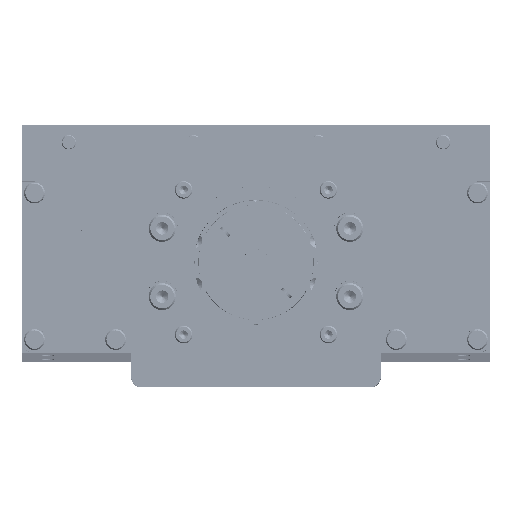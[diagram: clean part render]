
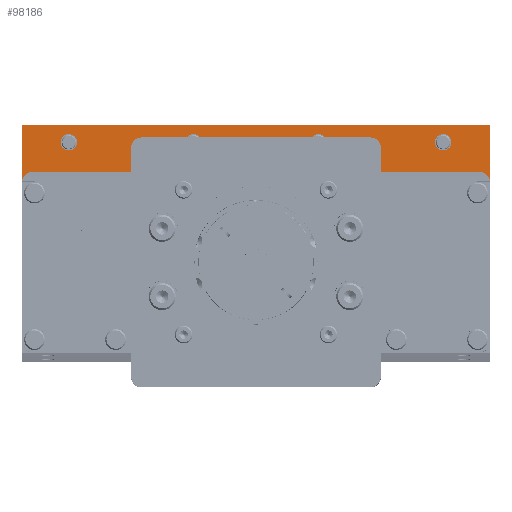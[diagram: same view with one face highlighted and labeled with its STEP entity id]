
A CAD part, top view. The second image highlights one B-rep face of the part: STEP entity #98186.
In plain terms, the highlighted planar face has unit normal (0, 0, 1).
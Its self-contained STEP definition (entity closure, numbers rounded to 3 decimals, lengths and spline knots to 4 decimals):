
#973 = DIRECTION ( 'NONE',  ( 0., 0., 1. ) ) ;
#2066 = EDGE_CURVE ( 'NONE', #35188, #61666, #118916, .T. ) ;
#4012 = DIRECTION ( 'NONE',  ( 0., 0., 1. ) ) ;
#4173 = CARTESIAN_POINT ( 'NONE',  ( 1.1811, 2.2835, 5.9843 ) ) ;
#5764 = CARTESIAN_POINT ( 'NONE',  ( -3.5433, 2.2835, 5.9843 ) ) ;
#6687 = AXIS2_PLACEMENT_3D ( 'NONE', #4173, #35487, #55262 ) ;
#8831 = CARTESIAN_POINT ( 'NONE',  ( -4.4291, 1.5846, 5.9843 ) ) ;
#9443 = EDGE_CURVE ( 'NONE', #61666, #69433, #87118, .T. ) ;
#11554 = ORIENTED_EDGE ( 'NONE', *, *, #85620, .F. ) ;
#12274 = LINE ( 'NONE', #66798, #63480 ) ;
#13429 = EDGE_CURVE ( 'NONE', #64416, #64416, #113308, .T. ) ;
#17701 = ORIENTED_EDGE ( 'NONE', *, *, #56334, .T. ) ;
#19442 = CARTESIAN_POINT ( 'NONE',  ( 4.4291, 2.6181, 5.9843 ) ) ;
#21194 = ORIENTED_EDGE ( 'NONE', *, *, #62530, .F. ) ;
#23218 = EDGE_LOOP ( 'NONE', ( #17701, #89719, #37285, #70623 ) ) ;
#25658 = CARTESIAN_POINT ( 'NONE',  ( 4.4291, 2.6181, 5.9843 ) ) ;
#25855 = ORIENTED_EDGE ( 'NONE', *, *, #13429, .F. ) ;
#26965 = FACE_BOUND ( 'NONE', #111635, .T. ) ;
#27324 = VECTOR ( 'NONE', #67239, 39.3701 ) ;
#28045 = AXIS2_PLACEMENT_3D ( 'NONE', #87777, #4012, #97306 ) ;
#28453 = CIRCLE ( 'NONE', #6687, 0.1555 ) ;
#28957 = FACE_OUTER_BOUND ( 'NONE', #23218, .T. ) ;
#31071 = CARTESIAN_POINT ( 'NONE',  ( -1.1811, 2.439, 5.9843 ) ) ;
#32321 = DIRECTION ( 'NONE',  ( 0., -1., 0. ) ) ;
#34139 = CARTESIAN_POINT ( 'NONE',  ( 4.4291, 2.6181, 5.9843 ) ) ;
#35188 = VERTEX_POINT ( 'NONE', #72576 ) ;
#35487 = DIRECTION ( 'NONE',  ( 0., 0., 1. ) ) ;
#37285 = ORIENTED_EDGE ( 'NONE', *, *, #2066, .F. ) ;
#38527 = FACE_BOUND ( 'NONE', #58410, .T. ) ;
#38699 = EDGE_LOOP ( 'NONE', ( #44102 ) ) ;
#39853 = PLANE ( 'NONE',  #131335 ) ;
#42575 = CARTESIAN_POINT ( 'NONE',  ( -3.5433, 2.439, 5.9843 ) ) ;
#43604 = DIRECTION ( 'NONE',  ( 0., -1., 0. ) ) ;
#44102 = ORIENTED_EDGE ( 'NONE', *, *, #50325, .F. ) ;
#47312 = DIRECTION ( 'NONE',  ( 0., 0., 1. ) ) ;
#49837 = CIRCLE ( 'NONE', #28045, 0.1555 ) ;
#50198 = VERTEX_POINT ( 'NONE', #31071 ) ;
#50325 = EDGE_CURVE ( 'NONE', #87530, #87530, #28453, .T. ) ;
#55262 = DIRECTION ( 'NONE',  ( 0., 1., 0. ) ) ;
#56334 = EDGE_CURVE ( 'NONE', #96068, #69433, #72693, .T. ) ;
#56466 = CARTESIAN_POINT ( 'NONE',  ( 4.4291, 2.6181, 5.9843 ) ) ;
#58410 = EDGE_LOOP ( 'NONE', ( #11554 ) ) ;
#61666 = VERTEX_POINT ( 'NONE', #34139 ) ;
#62530 = EDGE_CURVE ( 'NONE', #115801, #115801, #73672, .T. ) ;
#63480 = VECTOR ( 'NONE', #43604, 39.3701 ) ;
#63788 = VECTOR ( 'NONE', #74048, 39.3701 ) ;
#64416 = VERTEX_POINT ( 'NONE', #42575 ) ;
#66798 = CARTESIAN_POINT ( 'NONE',  ( -4.4291, 2.6181, 5.9843 ) ) ;
#67239 = DIRECTION ( 'NONE',  ( 1., 0., 0. ) ) ;
#69433 = VERTEX_POINT ( 'NONE', #86463 ) ;
#70623 = ORIENTED_EDGE ( 'NONE', *, *, #119050, .T. ) ;
#72576 = CARTESIAN_POINT ( 'NONE',  ( -4.4291, 2.6181, 5.9843 ) ) ;
#72693 = LINE ( 'NONE', #104642, #63788 ) ;
#73672 = CIRCLE ( 'NONE', #86695, 0.1555 ) ;
#74048 = DIRECTION ( 'NONE',  ( 1., 0., 0. ) ) ;
#75422 = VECTOR ( 'NONE', #97981, 39.3701 ) ;
#85620 = EDGE_CURVE ( 'NONE', #50198, #50198, #49837, .T. ) ;
#85629 = EDGE_LOOP ( 'NONE', ( #21194 ) ) ;
#86463 = CARTESIAN_POINT ( 'NONE',  ( 4.4291, 1.5846, 5.9843 ) ) ;
#86695 = AXIS2_PLACEMENT_3D ( 'NONE', #106511, #973, #127581 ) ;
#87118 = LINE ( 'NONE', #56466, #75422 ) ;
#87530 = VERTEX_POINT ( 'NONE', #118135 ) ;
#87777 = CARTESIAN_POINT ( 'NONE',  ( -1.1811, 2.2835, 5.9843 ) ) ;
#89719 = ORIENTED_EDGE ( 'NONE', *, *, #9443, .F. ) ;
#90286 = FACE_BOUND ( 'NONE', #85629, .T. ) ;
#94981 = DIRECTION ( 'NONE',  ( 0., 0., -1. ) ) ;
#95391 = CARTESIAN_POINT ( 'NONE',  ( 3.5433, 2.439, 5.9843 ) ) ;
#96068 = VERTEX_POINT ( 'NONE', #8831 ) ;
#97306 = DIRECTION ( 'NONE',  ( 0., 1., 0. ) ) ;
#97981 = DIRECTION ( 'NONE',  ( 0., -1., 0. ) ) ;
#98186 = ADVANCED_FACE ( 'NONE', ( #26965, #90286, #131779, #38527, #28957 ), #39853, .F. ) ;
#104642 = CARTESIAN_POINT ( 'NONE',  ( 4.4291, 1.5846, 5.9843 ) ) ;
#106511 = CARTESIAN_POINT ( 'NONE',  ( 3.5433, 2.2835, 5.9843 ) ) ;
#111635 = EDGE_LOOP ( 'NONE', ( #25855 ) ) ;
#113216 = AXIS2_PLACEMENT_3D ( 'NONE', #5764, #47312, #113763 ) ;
#113308 = CIRCLE ( 'NONE', #113216, 0.1555 ) ;
#113763 = DIRECTION ( 'NONE',  ( 0., 1., 0. ) ) ;
#115801 = VERTEX_POINT ( 'NONE', #95391 ) ;
#118135 = CARTESIAN_POINT ( 'NONE',  ( 1.1811, 2.439, 5.9843 ) ) ;
#118916 = LINE ( 'NONE', #25658, #27324 ) ;
#119050 = EDGE_CURVE ( 'NONE', #35188, #96068, #12274, .T. ) ;
#127581 = DIRECTION ( 'NONE',  ( 0., 1., 0. ) ) ;
#131335 = AXIS2_PLACEMENT_3D ( 'NONE', #19442, #94981, #32321 ) ;
#131779 = FACE_BOUND ( 'NONE', #38699, .T. ) ;
